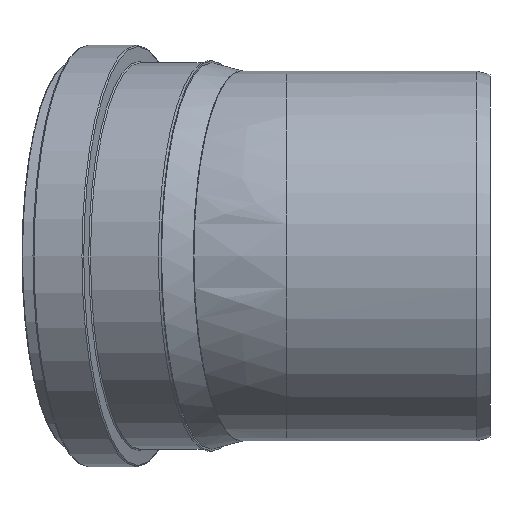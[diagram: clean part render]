
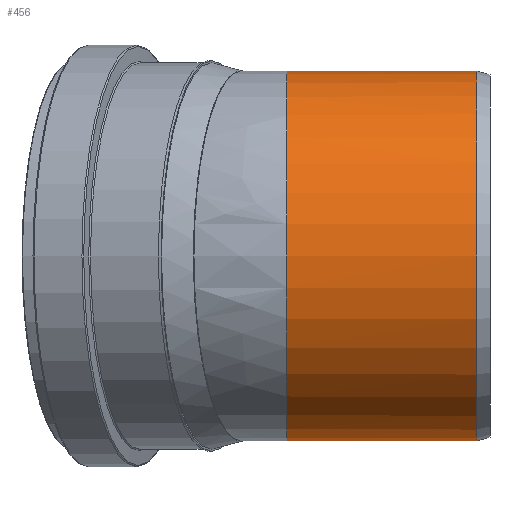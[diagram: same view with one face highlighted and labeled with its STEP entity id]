
A CAD part, left-side view. The second image highlights one B-rep face of the part: STEP entity #456.
In plain terms, the highlighted cylindrical face has radius 125.25 mm (diameter 250.5 mm), a full revolution.
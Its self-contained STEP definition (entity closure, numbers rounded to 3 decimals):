
#36=B_SPLINE_CURVE_WITH_KNOTS('',3,(#790,#791,#792,#793,#794,#795),
 .UNSPECIFIED.,.F.,.F.,(4,1,1,4),(-34.261,-32.116,-28.918,
-25.175),.UNSPECIFIED.);
#43=ELLIPSE('',#494,126.365,125.25);
#44=ELLIPSE('',#495,126.365,125.25);
#62=FACE_BOUND('',#151,.T.);
#102=FACE_OUTER_BOUND('',#150,.T.);
#150=EDGE_LOOP('',(#374,#375,#376,#377));
#151=EDGE_LOOP('',(#378));
#208=CIRCLE('',#498,125.25);
#210=CIRCLE('',#503,125.25);
#246=VERTEX_POINT('',#748);
#247=VERTEX_POINT('',#756);
#248=VERTEX_POINT('',#789);
#252=VERTEX_POINT('',#860);
#254=VERTEX_POINT('',#904);
#289=EDGE_CURVE('',#246,#247,#43,.T.);
#291=EDGE_CURVE('',#247,#248,#36,.T.);
#296=EDGE_CURVE('',#248,#252,#44,.T.);
#300=EDGE_CURVE('',#252,#246,#208,.T.);
#302=EDGE_CURVE('',#254,#254,#210,.T.);
#374=ORIENTED_EDGE('',*,*,#289,.F.);
#375=ORIENTED_EDGE('',*,*,#300,.F.);
#376=ORIENTED_EDGE('',*,*,#296,.F.);
#377=ORIENTED_EDGE('',*,*,#291,.F.);
#378=ORIENTED_EDGE('',*,*,#302,.T.);
#434=CYLINDRICAL_SURFACE('',#511,125.25);
#456=ADVANCED_FACE('',(#102,#62),#434,.T.);
#494=AXIS2_PLACEMENT_3D('',#757,#582,#583);
#495=AXIS2_PLACEMENT_3D('',#861,#584,#585);
#498=AXIS2_PLACEMENT_3D('',#899,#590,#591);
#503=AXIS2_PLACEMENT_3D('',#905,#600,#601);
#511=AXIS2_PLACEMENT_3D('',#944,#616,#617);
#582=DIRECTION('center_axis',(0.133,0.991,0.));
#583=DIRECTION('ref_axis',(0.991,-0.133,0.));
#584=DIRECTION('center_axis',(0.133,0.991,0.));
#585=DIRECTION('ref_axis',(0.991,-0.133,0.));
#590=DIRECTION('center_axis',(0.,1.,0.));
#591=DIRECTION('ref_axis',(1.,0.,0.));
#600=DIRECTION('center_axis',(0.,1.,0.));
#601=DIRECTION('ref_axis',(1.,0.,0.));
#616=DIRECTION('center_axis',(0.,1.,0.));
#617=DIRECTION('ref_axis',(1.,0.,0.));
#748=CARTESIAN_POINT('',(116.293,137.511,46.513));
#756=CARTESIAN_POINT('',(117.363,137.368,43.738));
#757=CARTESIAN_POINT('Origin',(0.,153.066,0.));
#789=CARTESIAN_POINT('',(117.361,137.368,-43.738));
#790=CARTESIAN_POINT('Ctrl Pts',(117.363,137.368,43.738));
#791=CARTESIAN_POINT('Ctrl Pts',(119.813,136.865,37.161));
#792=CARTESIAN_POINT('Ctrl Pts',(124.548,135.906,20.245));
#793=CARTESIAN_POINT('Ctrl Pts',(126.449,135.529,-9.756));
#794=CARTESIAN_POINT('Ctrl Pts',(121.634,136.49,-32.254));
#795=CARTESIAN_POINT('Ctrl Pts',(117.361,137.368,-43.738));
#860=CARTESIAN_POINT('',(116.293,137.511,-46.513));
#861=CARTESIAN_POINT('Origin',(0.,153.066,0.));
#899=CARTESIAN_POINT('Origin',(0.,137.511,0.));
#904=CARTESIAN_POINT('',(-125.25,9.,0.));
#905=CARTESIAN_POINT('Origin',(0.,9.,0.));
#944=CARTESIAN_POINT('Origin',(0.,0.,0.));
